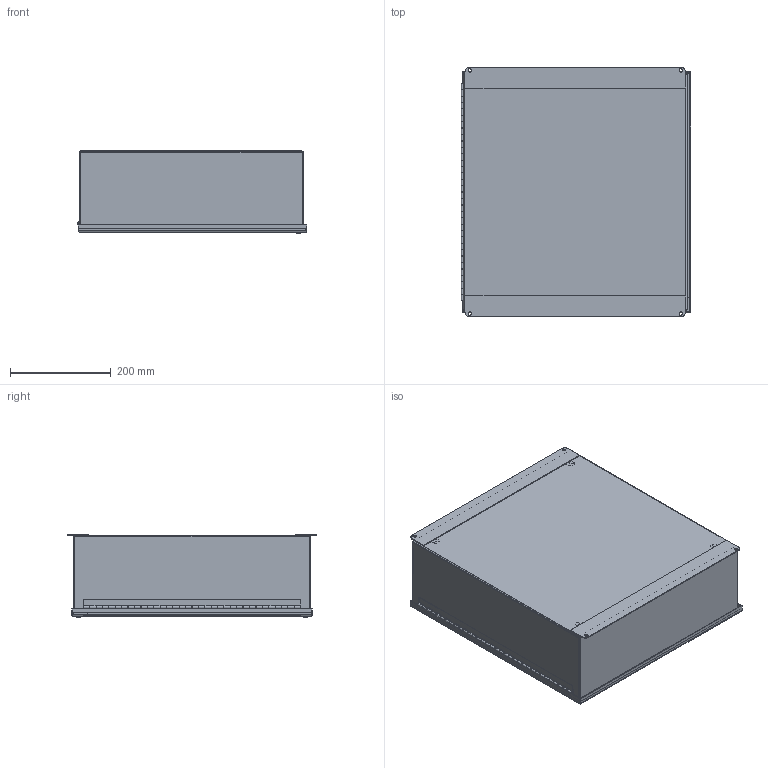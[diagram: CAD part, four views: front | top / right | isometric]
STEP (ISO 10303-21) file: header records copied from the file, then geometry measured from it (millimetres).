
FILE_DESCRIPTION(/* description */ ('17.88X18.82 LID'),/* implementation_level */ '2;1');
FILE_NAME(/* name */ 'PBYX36.stp',/* time_stamp */ '2017-01-30T18:34:14+05:00',/* author */ ('mgunasekar'),/* organization */ (''),/* preprocessor_version */ 'ST-DEVELOPER v16.1',/* originating_system */ 'Autodesk Inventor 2016',/* authorisation */ '');
FILE_SCHEMA (('AUTOMOTIVE_DESIGN { 1 0 10303 214 3 1 1 }'));
Length unit declared in the file: inch
Products named in the file (16): PBYX36LID; 39077; 316269; PBYX36BKP; PBYX36PP; 3499; 34984; 38837; 34047; 34816; 372163; 3289TH-17; 3289LH-17; 3289P-17; 3289-17; PBYX36
Assembly tree (26 placements, depth 3):
  PBYX36
    PBYX36LID
    39077  x2
    316269  x2
    PBYX36BKP
    PBYX36PP
    3499  x4
    34984  x2
    38837
    34047  x4
    34816  x2
    372163  x2
    3289-17
      3289TH-17
      3289LH-17
      3289P-17
Bounding box: 456.29 x 495.3 x 166 mm (x, y, z)
Volume: 1887386.8 mm3; surface area: 1965649 mm2
Topology: 25 solids, 25 shells, 1212 faces, 3336 edges, 2189 vertices
Faces by surface type: plane 809, cylinder 312, cone 37, bspline 32, torus 20, sphere 2
Full cylindrical faces by diameter (mm): 2.54 x1, 2.957 x34, 3.962 x6, 4.826 x7, 4.978 x2, 6.299 x2, 6.35 x2, 6.528 x2, 7.061 x2, 7.137 x2, 7.62 x4, 7.938 x4, 9.474 x6, 10.312 x2, 11.506 x2, 15.875 x4
Entity records: 35628 total; most frequent: CARTESIAN_POINT 6959, ORIENTED_EDGE 5724, DIRECTION 5490, EDGE_CURVE 2862, LINE 2188, VECTOR 2188, VERTEX_POINT 1916, AXIS2_PLACEMENT_3D 1651
